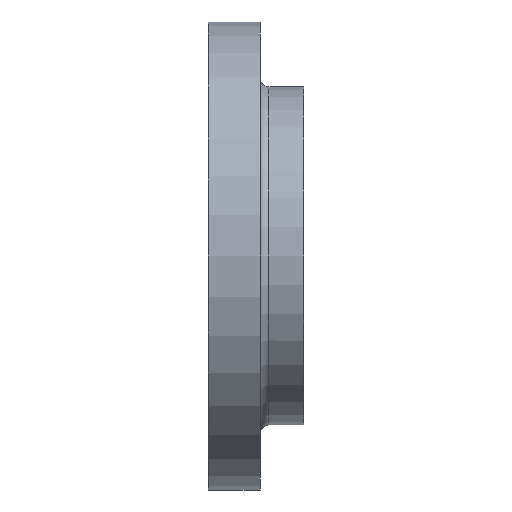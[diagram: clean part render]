
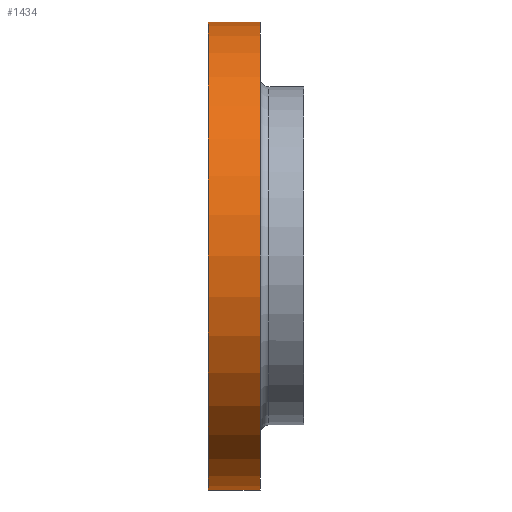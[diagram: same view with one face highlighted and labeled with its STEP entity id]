
A CAD part, front view. The second image highlights one B-rep face of the part: STEP entity #1434.
In plain terms, the highlighted cylindrical face has radius 342.9 mm (diameter 685.8 mm), a partial arc.
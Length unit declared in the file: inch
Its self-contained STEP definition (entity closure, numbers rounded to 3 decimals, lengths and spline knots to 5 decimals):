
#144 = CIRCLE ( 'NONE', #385, 13.5 ) ;
#196 = ORIENTED_EDGE ( 'NONE', *, *, #1382, .F. ) ;
#214 = DIRECTION ( 'NONE',  ( 0., 0., 1. ) ) ;
#270 = AXIS2_PLACEMENT_3D ( 'NONE', #578, #402, #1435 ) ;
#272 = VERTEX_POINT ( 'NONE', #1298 ) ;
#378 = DIRECTION ( 'NONE',  ( -1., 0., 0. ) ) ;
#385 = AXIS2_PLACEMENT_3D ( 'NONE', #1885, #1140, #214 ) ;
#402 = DIRECTION ( 'NONE',  ( -1., 0., 0. ) ) ;
#435 = EDGE_CURVE ( 'NONE', #1694, #1202, #1308, .T. ) ;
#438 = EDGE_LOOP ( 'NONE', ( #1052, #778, #1492, #196 ) ) ;
#440 = LINE ( 'NONE', #904, #1157 ) ;
#578 = CARTESIAN_POINT ( 'NONE',  ( 1.54986, 0., 0. ) ) ;
#584 = DIRECTION ( 'NONE',  ( -1., 0., 0. ) ) ;
#598 = EDGE_CURVE ( 'NONE', #824, #1694, #605, .T. ) ;
#605 = CIRCLE ( 'NONE', #270, 13.5 ) ;
#612 = CARTESIAN_POINT ( 'NONE',  ( 0., 0., 13.5 ) ) ;
#735 = EDGE_CURVE ( 'NONE', #824, #272, #440, .T. ) ;
#756 = CARTESIAN_POINT ( 'NONE',  ( -1.45014, 0., 13.5 ) ) ;
#778 = ORIENTED_EDGE ( 'NONE', *, *, #598, .T. ) ;
#796 = CARTESIAN_POINT ( 'NONE',  ( 1.54986, 0., 13.5 ) ) ;
#824 = VERTEX_POINT ( 'NONE', #1824 ) ;
#837 = DIRECTION ( 'NONE',  ( 0., 0., 1. ) ) ;
#904 = CARTESIAN_POINT ( 'NONE',  ( 0., 0., -13.5 ) ) ;
#975 = CYLINDRICAL_SURFACE ( 'NONE', #1690, 13.5 ) ;
#1052 = ORIENTED_EDGE ( 'NONE', *, *, #735, .F. ) ;
#1140 = DIRECTION ( 'NONE',  ( -1., 0., 0. ) ) ;
#1157 = VECTOR ( 'NONE', #584, 39.37008 ) ;
#1202 = VERTEX_POINT ( 'NONE', #756 ) ;
#1298 = CARTESIAN_POINT ( 'NONE',  ( -1.45014, 0., -13.5 ) ) ;
#1308 = LINE ( 'NONE', #612, #1788 ) ;
#1382 = EDGE_CURVE ( 'NONE', #272, #1202, #144, .T. ) ;
#1430 = CARTESIAN_POINT ( 'NONE',  ( 0., 0., 0. ) ) ;
#1434 = ADVANCED_FACE ( 'NONE', ( #1560 ), #975, .T. ) ;
#1435 = DIRECTION ( 'NONE',  ( 0., 0., 1. ) ) ;
#1486 = DIRECTION ( 'NONE',  ( -1., 0., 0. ) ) ;
#1492 = ORIENTED_EDGE ( 'NONE', *, *, #435, .T. ) ;
#1560 = FACE_OUTER_BOUND ( 'NONE', #438, .T. ) ;
#1690 = AXIS2_PLACEMENT_3D ( 'NONE', #1430, #378, #837 ) ;
#1694 = VERTEX_POINT ( 'NONE', #796 ) ;
#1788 = VECTOR ( 'NONE', #1486, 39.37008 ) ;
#1824 = CARTESIAN_POINT ( 'NONE',  ( 1.54986, 0., -13.5 ) ) ;
#1885 = CARTESIAN_POINT ( 'NONE',  ( -1.45014, 0., 0. ) ) ;
